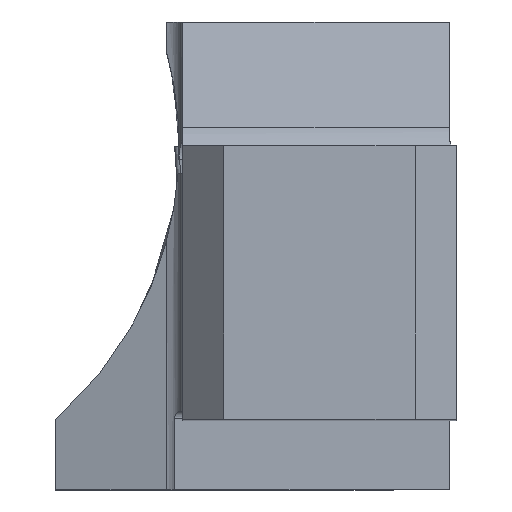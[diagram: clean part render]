
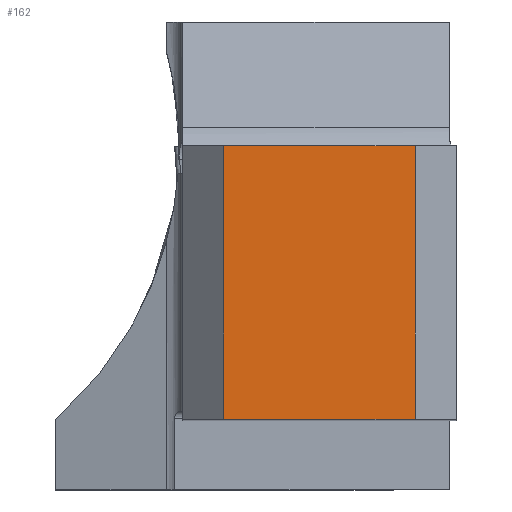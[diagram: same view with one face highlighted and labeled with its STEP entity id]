
A CAD part, top view. The second image highlights one B-rep face of the part: STEP entity #162.
In plain terms, the highlighted planar face has unit normal (0, 0, 1).
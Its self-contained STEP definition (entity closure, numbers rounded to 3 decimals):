
#162=ADVANCED_FACE('CU_BACK_SU1',(#297),#233,.F.);
#233=PLANE('',#1730);
#297=FACE_OUTER_BOUND('',#375,.T.);
#375=EDGE_LOOP('',(#637,#638,#639,#640));
#637=ORIENTED_EDGE('',*,*,#1187,.F.);
#638=ORIENTED_EDGE('',*,*,#1185,.T.);
#639=ORIENTED_EDGE('',*,*,#1188,.T.);
#640=ORIENTED_EDGE('',*,*,#1148,.F.);
#987=VERTEX_POINT('',#2444);
#988=VERTEX_POINT('',#2446);
#1007=VERTEX_POINT('',#2543);
#1008=VERTEX_POINT('',#2545);
#1148=EDGE_CURVE('',#987,#988,#1339,.T.);
#1185=EDGE_CURVE('',#1008,#1007,#1367,.T.);
#1187=EDGE_CURVE('',#1008,#987,#1369,.T.);
#1188=EDGE_CURVE('',#1007,#988,#1370,.T.);
#1339=LINE('',#2445,#1497);
#1367=LINE('',#2544,#1525);
#1369=LINE('',#2548,#1527);
#1370=LINE('',#2549,#1528);
#1497=VECTOR('',#1922,1.);
#1525=VECTOR('',#1986,1.);
#1527=VECTOR('',#1990,1.);
#1528=VECTOR('',#1991,1.);
#1730=AXIS2_PLACEMENT_3D('',#2550,#1992,#1993);
#1922=DIRECTION('',(1.,0.,0.));
#1986=DIRECTION('',(1.,0.,0.));
#1990=DIRECTION('',(0.,1.,0.));
#1991=DIRECTION('',(0.,1.,0.));
#1992=DIRECTION('',(0.,0.,-1.));
#1993=DIRECTION('',(-1.,0.,0.));
#2444=CARTESIAN_POINT('',(-16.925,19.925,0.));
#2445=CARTESIAN_POINT('',(-110.,19.925,0.));
#2446=CARTESIAN_POINT('',(-3.,19.925,0.));
#2543=CARTESIAN_POINT('',(-3.,0.,0.));
#2544=CARTESIAN_POINT('',(-110.,0.,0.));
#2545=CARTESIAN_POINT('',(-16.925,0.,0.));
#2548=CARTESIAN_POINT('',(-16.925,0.,0.));
#2549=CARTESIAN_POINT('',(-3.,0.,0.));
#2550=CARTESIAN_POINT('',(22.996,39.925,0.));
